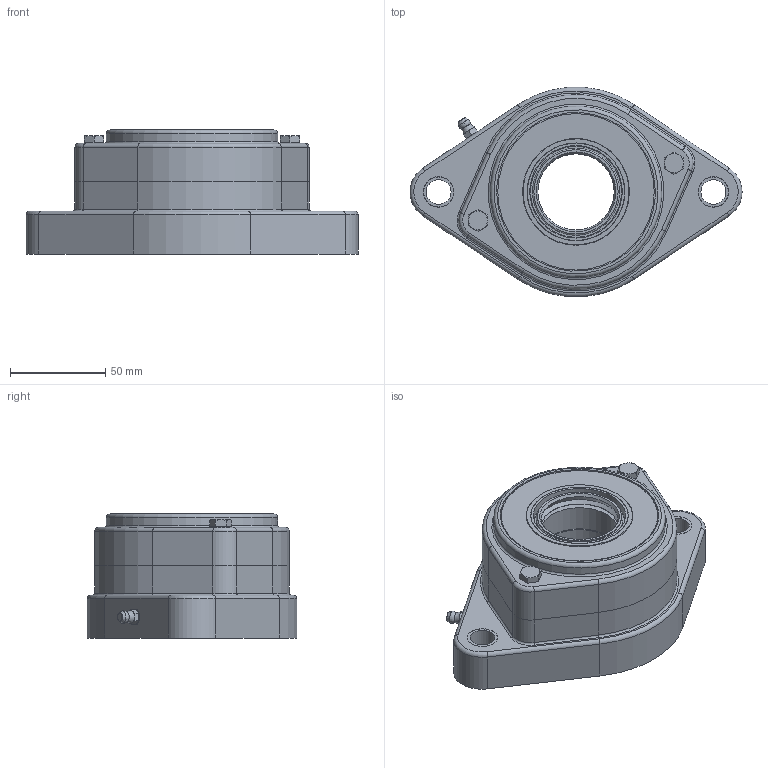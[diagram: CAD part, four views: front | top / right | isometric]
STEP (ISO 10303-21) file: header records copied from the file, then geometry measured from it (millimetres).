
FILE_DESCRIPTION(/* description */ (''),/* implementation_level */ '2;1');
FILE_NAME(/* name */ 'NGB40F21.stp',/* time_stamp */ '2025-08-14T10:31:28+02:00',/* author */ ('rhm'),/* organization */ (''),/* preprocessor_version */ 'ST-DEVELOPER v19.2',/* originating_system */ 'Autodesk Inventor 2023',/* authorisation */ '');
FILE_SCHEMA (('AUTOMOTIVE_DESIGN { 1 0 10303 214 3 1 1 }'));
Length unit declared in the file: millimetre
Products named in the file (1): Part1
Bounding box: 174 x 109.61 x 65 mm (x, y, z)
Volume: 433724.6 mm3; surface area: 119183.1 mm2
Topology: 6 solids, 15 shells, 395 faces, 924 edges, 587 vertices
Faces by surface type: plane 144, cylinder 133, cone 60, torus 53, sphere 5
Full cylindrical faces by diameter (mm): 2.4 x2, 3 x1, 4.917 x2, 5.459 x2, 6 x5, 6.5 x2, 8 x2, 8.7 x2, 9 x2, 13 x2, 15.8 x2, 40 x2, 44.2 x2, 48.5 x2, 49.4 x2, 52 x2, 53.21 x2, 55.6 x1, 55.75 x1, 56 x1, 58 x1, 68.45 x1, 70.99 x4, 82 x2, 83.2 x1, 88 x2, 90 x1
Entity records: 12360 total; most frequent: CARTESIAN_POINT 2444, DIRECTION 2120, ORIENTED_EDGE 1858, EDGE_CURVE 929, AXIS2_PLACEMENT_3D 892, VERTEX_POINT 611, CIRCLE 492, EDGE_LOOP 476
